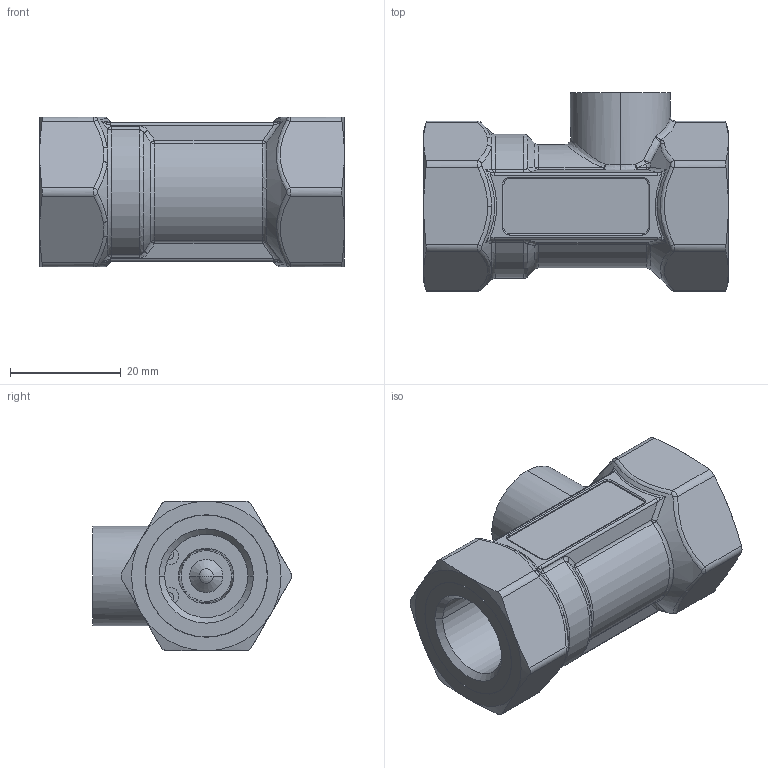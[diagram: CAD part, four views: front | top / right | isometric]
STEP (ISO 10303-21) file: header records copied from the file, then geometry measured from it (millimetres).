
FILE_DESCRIPTION((''),'2;1');
FILE_NAME('PGV-231-B77-3-8XP_ASM','2013-06-12T',('avs330'),(''),'PRO/ENGINEER BY PARAMETRIC TECHNOLOGY CORPORATION, 2010430','PRO/ENGINEER BY PARAMETRIC TECHNOLOGY CORPORATION, 2010430','');
FILE_SCHEMA(('CONFIG_CONTROL_DESIGN'));
Length unit declared in the file: millimetre
Products named in the file (6): 505149_XGV-2310-077-D1000-11; 610554B_XGV-2000-000-D12BP-04; 505104_DRUCKSCHEIBE_23; 505121_DIN472-19X1_ZUS; 505106_REDUZIERNIPPEL-1-2-3-8; PGV-231-B77-3-8XP_ASM
Assembly tree (5 placements, depth 2):
  PGV-231-B77-3-8XP_ASM
    505149_XGV-2310-077-D1000-11
    610554B_XGV-2000-000-D12BP-04
    505104_DRUCKSCHEIBE_23
    505121_DIN472-19X1_ZUS
    505106_REDUZIERNIPPEL-1-2-3-8
Bounding box: 55 x 35.85 x 27 mm (x, y, z)
Volume: 23948 mm3; surface area: 15413.2 mm2
Topology: 5 solids, 5 shells, 518 faces, 1323 edges, 776 vertices
Faces by surface type: plane 173, cylinder 124, cone 97, bspline 85, sphere 22, torus 17
Entity records: 19000 total; most frequent: CARTESIAN_POINT 7093, ORIENTED_EDGE 2634, DIRECTION 2332, EDGE_CURVE 1317, AXIS2_PLACEMENT_3D 971, VERTEX_POINT 776, EDGE_LOOP 545, CIRCLE 527
